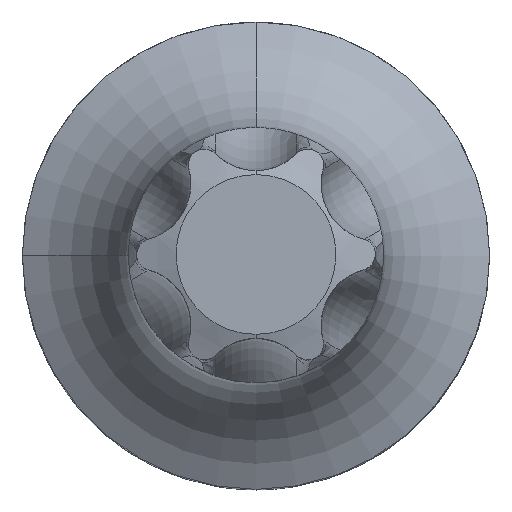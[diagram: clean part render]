
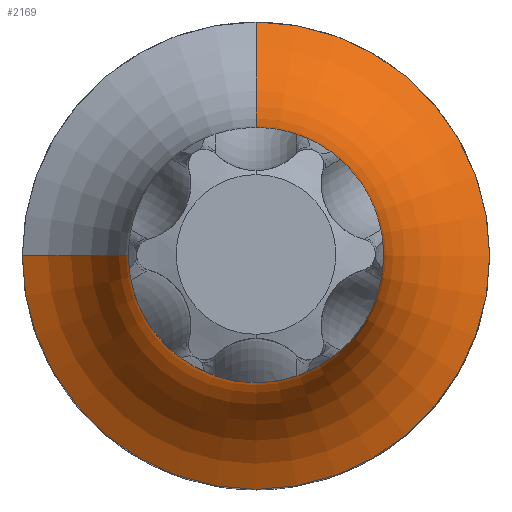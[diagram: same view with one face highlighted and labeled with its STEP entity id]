
A CAD part, top view. The second image highlights one B-rep face of the part: STEP entity #2169.
In plain terms, the highlighted toroidal (fillet/blend) face has major radius 14 mm and minor radius 8 mm.
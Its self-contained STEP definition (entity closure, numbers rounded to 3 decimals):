
#173=CARTESIAN_POINT('',(0.,0.,17.));
#174=DIRECTION('',(0.,0.,1.));
#175=DIRECTION('',(1.,0.,0.));
#176=AXIS2_PLACEMENT_3D('',#173,#174,#175);
#404=CARTESIAN_POINT('',(0.,0.,24.416));
#405=DIRECTION('',(0.,0.,1.));
#406=DIRECTION('',(0.,-1.,0.));
#407=AXIS2_PLACEMENT_3D('',#404,#405,#406);
#409=CARTESIAN_POINT('',(0.,0.,17.));
#410=DIRECTION('',(0.,0.,-1.));
#411=DIRECTION('',(1.,0.,0.));
#412=AXIS2_PLACEMENT_3D('',#409,#410,#411);
#414=CARTESIAN_POINT('',(-14.,0.,24.416));
#415=DIRECTION('',(0.,-1.,0.));
#416=DIRECTION('',(0.375,0.,-0.927));
#417=AXIS2_PLACEMENT_3D('',#414,#415,#416);
#758=CARTESIAN_POINT('',(0.,0.,24.416));
#759=DIRECTION('',(0.,0.,1.));
#760=DIRECTION('',(-1.,0.,0.));
#761=AXIS2_PLACEMENT_3D('',#758,#759,#760);
#1465=CARTESIAN_POINT('',(0.,14.,24.416));
#1466=DIRECTION('',(-1.,0.,0.));
#1467=DIRECTION('',(0.,-0.375,-0.927));
#1468=AXIS2_PLACEMENT_3D('',#1465,#1466,#1467);
#1747=CARTESIAN_POINT('',(11.,0.,17.));
#1748=CARTESIAN_POINT('',(0.,11.,17.));
#1749=VERTEX_POINT('',#1747);
#1750=VERTEX_POINT('',#1748);
#1751=CARTESIAN_POINT('',(-11.,0.,17.));
#1752=VERTEX_POINT('',#1751);
#1753=CARTESIAN_POINT('',(0.,6.,24.416));
#1754=CARTESIAN_POINT('',(-6.,0.,24.416));
#1755=VERTEX_POINT('',#1753);
#1756=VERTEX_POINT('',#1754);
#1757=CARTESIAN_POINT('',(0.,-6.,24.416));
#1758=VERTEX_POINT('',#1757);
#2152=CARTESIAN_POINT('',(0.,0.,24.416));
#2153=DIRECTION('',(0.,0.,1.));
#2154=DIRECTION('',(-0.015,-1.,0.));
#2155=AXIS2_PLACEMENT_3D('',#2152,#2153,#2154);
#2156=TOROIDAL_SURFACE('',#2155,14.,8.);
#2158=ORIENTED_EDGE('',*,*,#2157,.T.);
#2160=ORIENTED_EDGE('',*,*,#2159,.F.);
#2161=ORIENTED_EDGE('',*,*,#1995,.F.);
#2162=ORIENTED_EDGE('',*,*,#2104,.T.);
#2164=ORIENTED_EDGE('',*,*,#2163,.T.);
#2166=ORIENTED_EDGE('',*,*,#2165,.T.);
#2167=EDGE_LOOP('',(#2158,#2160,#2161,#2162,#2164,#2166));
#2168=FACE_OUTER_BOUND('',#2167,.F.);
#2169=ADVANCED_FACE('',(#2168),#2156,.F.);
#177=CIRCLE('',#176,11.);
#408=CIRCLE('',#407,6.);
#413=CIRCLE('',#412,11.);
#418=CIRCLE('',#417,8.);
#762=CIRCLE('',#761,6.);
#1469=CIRCLE('',#1468,8.);
#1995=EDGE_CURVE('',#1749,#1750,#177,.T.);
#2104=EDGE_CURVE('',#1749,#1752,#413,.T.);
#2157=EDGE_CURVE('',#1758,#1755,#408,.T.);
#2159=EDGE_CURVE('',#1750,#1755,#1469,.T.);
#2163=EDGE_CURVE('',#1752,#1756,#418,.T.);
#2165=EDGE_CURVE('',#1756,#1758,#762,.T.);
